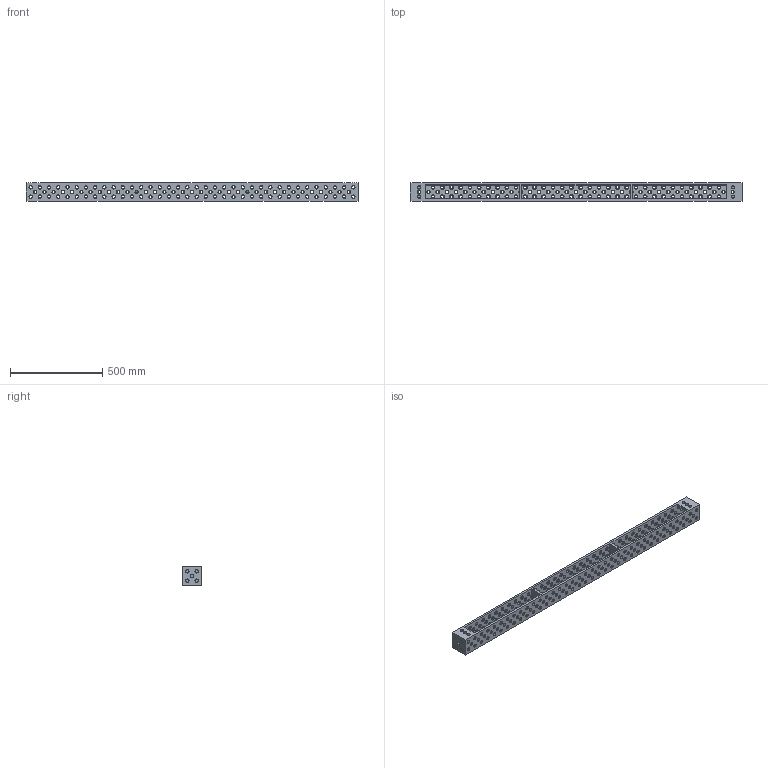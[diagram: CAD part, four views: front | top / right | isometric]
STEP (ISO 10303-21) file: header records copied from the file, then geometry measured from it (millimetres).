
FILE_DESCRIPTION(('STEP AP214'),'1');
FILE_NAME('160384.STP','2011-09-06T08:21:50',(' '),(' '),'Spatial InterOp 3D',' ',' ');
FILE_SCHEMA(('automotive_design'));
Length unit declared in the file: millimetre
Products named in the file (1): Quader
Bounding box: 1800 x 100 x 100 mm (x, y, z)
Volume: 5524319.9 mm3; surface area: 1148027.5 mm2
Topology: 1 solids, 1 shells, 2039 faces, 4804 edges, 2758 vertices
Faces by surface type: cone 1334, cylinder 686, plane 19
Entity records: 75860 total; most frequent: DIRECTION 11590, ORIENTED_EDGE 9608, CARTESIAN_POINT 9602, EDGE_CURVE 4804, AXIS2_PLACEMENT_3D 4746, VERTEX_POINT 2758, EDGE_LOOP 2716, CIRCLE 2706
